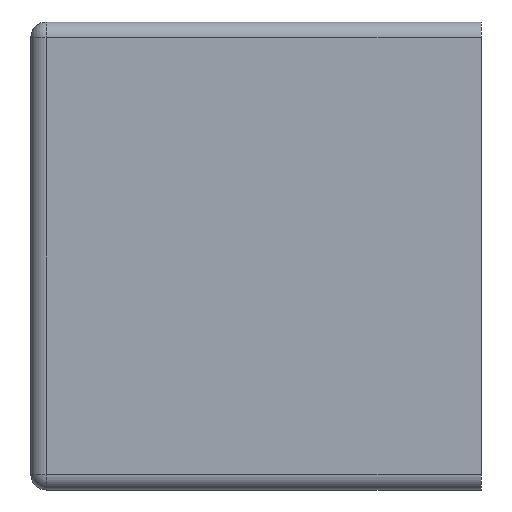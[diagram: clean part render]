
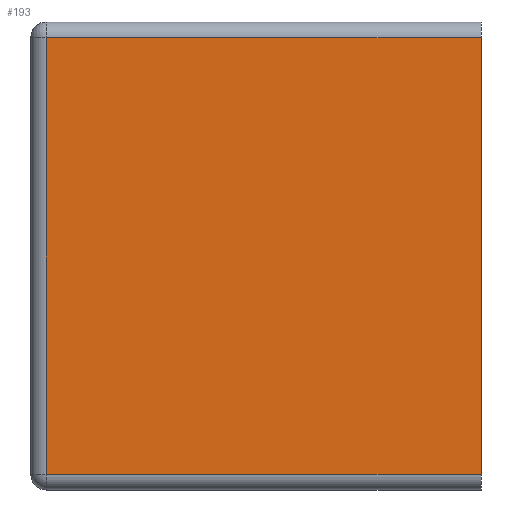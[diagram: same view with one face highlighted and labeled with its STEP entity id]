
A CAD part, left-side view. The second image highlights one B-rep face of the part: STEP entity #193.
In plain terms, the highlighted planar face has unit normal (-1, 0, 0).
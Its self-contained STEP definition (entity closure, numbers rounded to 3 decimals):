
#1 = DIRECTION ( 'NONE',  ( 0., 0., 1. ) ) ;
#3 = CARTESIAN_POINT ( 'NONE',  ( -7.65, 9.24, 4.482 ) ) ;
#4 = CARTESIAN_POINT ( 'NONE',  ( -7.65, 0., 4.482 ) ) ;
#10 = ORIENTED_EDGE ( 'NONE', *, *, #153, .T. ) ;
#15 = EDGE_LOOP ( 'NONE', ( #419, #268, #10, #449 ) ) ;
#26 = VECTOR ( 'NONE', #1, 1000. ) ;
#71 = VECTOR ( 'NONE', #112, 1000. ) ;
#89 = CARTESIAN_POINT ( 'NONE',  ( -7.65, 0., -4.482 ) ) ;
#107 = CARTESIAN_POINT ( 'NONE',  ( -7.65, 9.24, -4.482 ) ) ;
#112 = DIRECTION ( 'NONE',  ( 0., -1., 0. ) ) ;
#115 = VECTOR ( 'NONE', #201, 1000. ) ;
#139 = VERTEX_POINT ( 'NONE', #377 ) ;
#153 = EDGE_CURVE ( 'NONE', #387, #332, #506, .T. ) ;
#165 = CARTESIAN_POINT ( 'NONE',  ( -7.65, 8.922, -4.482 ) ) ;
#185 = EDGE_CURVE ( 'NONE', #139, #437, #224, .T. ) ;
#193 = ADVANCED_FACE ( 'NONE', ( #403 ), #464, .F. ) ;
#201 = DIRECTION ( 'NONE',  ( 0., 1., 0. ) ) ;
#209 = EDGE_CURVE ( 'NONE', #437, #387, #442, .T. ) ;
#224 = LINE ( 'NONE', #420, #392 ) ;
#268 = ORIENTED_EDGE ( 'NONE', *, *, #209, .T. ) ;
#270 = CARTESIAN_POINT ( 'NONE',  ( -7.65, 9.24, -4.8 ) ) ;
#295 = EDGE_CURVE ( 'NONE', #332, #139, #326, .T. ) ;
#307 = DIRECTION ( 'NONE',  ( 0., 0., -1. ) ) ;
#326 = LINE ( 'NONE', #3, #115 ) ;
#332 = VERTEX_POINT ( 'NONE', #4 ) ;
#343 = DIRECTION ( 'NONE',  ( 1., 0., 0. ) ) ;
#377 = CARTESIAN_POINT ( 'NONE',  ( -7.65, 8.922, 4.482 ) ) ;
#387 = VERTEX_POINT ( 'NONE', #89 ) ;
#392 = VECTOR ( 'NONE', #503, 1000. ) ;
#403 = FACE_OUTER_BOUND ( 'NONE', #15, .T. ) ;
#419 = ORIENTED_EDGE ( 'NONE', *, *, #185, .T. ) ;
#420 = CARTESIAN_POINT ( 'NONE',  ( -7.65, 8.922, -4.8 ) ) ;
#437 = VERTEX_POINT ( 'NONE', #165 ) ;
#442 = LINE ( 'NONE', #107, #71 ) ;
#449 = ORIENTED_EDGE ( 'NONE', *, *, #295, .T. ) ;
#464 = PLANE ( 'NONE',  #496 ) ;
#496 = AXIS2_PLACEMENT_3D ( 'NONE', #270, #343, #307 ) ;
#501 = CARTESIAN_POINT ( 'NONE',  ( -7.65, 0., -4.8 ) ) ;
#503 = DIRECTION ( 'NONE',  ( 0., 0., -1. ) ) ;
#506 = LINE ( 'NONE', #501, #26 ) ;
